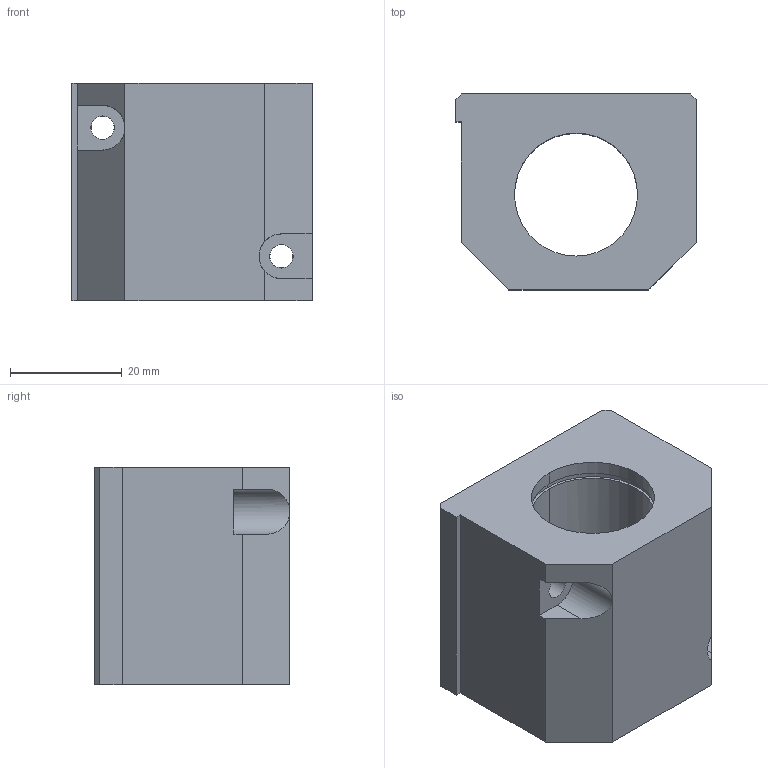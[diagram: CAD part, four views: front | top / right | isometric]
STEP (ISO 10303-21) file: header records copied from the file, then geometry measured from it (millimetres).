
FILE_DESCRIPTION( ( '' ), '1' );
FILE_NAME( 'ag_12_2_03.stp', '2008-04-10T05:05:32', ( '' ), ( '' ), ' ', ' ', ' ' );
FILE_SCHEMA( ( 'CONFIG_CONTROL_DESIGN' ) );
Length unit declared in the file: millimetre
Products named in the file (1): 1
Bounding box: 43 x 35 x 39 mm (x, y, z)
Volume: 37933.5 mm3; surface area: 11596.6 mm2
Topology: 1 solids, 1 shells, 57 faces, 137 edges, 89 vertices
Faces by surface type: plane 27, cylinder 24, cone 6
Entity records: 1768 total; most frequent: CARTESIAN_POINT 326, DIRECTION 306, ORIENTED_EDGE 274, EDGE_CURVE 137, AXIS2_PLACEMENT_3D 113, VERTEX_POINT 89, LINE 80, VECTOR 80
